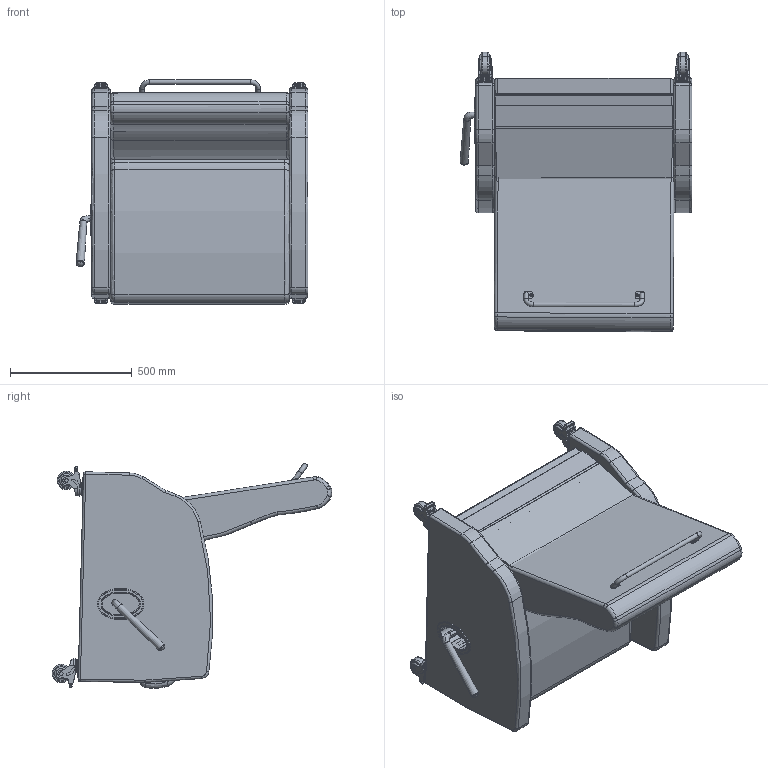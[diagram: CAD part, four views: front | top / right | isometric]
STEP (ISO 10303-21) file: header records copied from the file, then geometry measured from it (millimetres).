
FILE_DESCRIPTION(/* description */ (''),/* implementation_level */ '2;1');
FILE_NAME(/* name */ 'RB1037F.stp',/* time_stamp */ '2017-09-13T11:18:58-04:00',/* author */ ('emehringer'),/* organization */ (''),/* preprocessor_version */ 'ST-DEVELOPER v16.5',/* originating_system */ 'Autodesk Inventor 2017',/* authorisation */ '');
FILE_SCHEMA (('AUTOMOTIVE_DESIGN { 1 0 10303 214 3 1 1 }'));
Length unit declared in the file: inch
Products named in the file (26): RB1037F; 5030 UKP; 7030 USEAT; 5030 UKO; BEZEL-1; E1010 FARM R; E4030 UBACK FLAP; H1030 UBACK; PB2; PUSH BAR 19.625; 1420X1.5 PSHPB; H1030 BACK; 7000-2 CON PLT; CAST COL 4inSLB; _NG-03AMP-125-TL-TP01_fork; _TP01_Next Generation Series_0; _NG-03QDP-125-SW-TP01_rivet; _NG-03AMP-125-TL-TP01_wheel_core; _NG-03AMP-125-TL-TP01_wheel_tread; _NG-03AMP-125-TL-TP01_wheel_guard; _NG-03AMP-125-TL-TP01_wheel_tguard; _NG-03AMP-125-TL-TP01_cap; HDL 3000 BLK; HDL 3000 BLKPLASTIC; HDL 3000 BLK METAL; E1010 FARM L
Assembly tree (30 placements, depth 4):
  RB1037F
    5030 UKP
    7030 USEAT
    5030 UKO
    BEZEL-1
    E1010 FARM R
    E4030 UBACK FLAP
    H1030 UBACK
      PB2
        PUSH BAR 19.625
        1420X1.5 PSHPB  x2
      H1030 BACK
    7000-2 CON PLT
    CAST COL 4inSLB  x4
      _NG-03AMP-125-TL-TP01_fork
      _TP01_Next Generation Series_0
      _NG-03QDP-125-SW-TP01_rivet
      _NG-03AMP-125-TL-TP01_wheel_core
      _NG-03AMP-125-TL-TP01_wheel_tread
      _NG-03AMP-125-TL-TP01_wheel_guard
      _NG-03AMP-125-TL-TP01_wheel_tguard
      _NG-03AMP-125-TL-TP01_cap
    HDL 3000 BLK
      HDL 3000 BLKPLASTIC
      HDL 3000 BLK METAL
    E1010 FARM L
Bounding box: 953.66 x 1151.36 x 924.26 mm (x, y, z)
Volume: 206985657.6 mm3; surface area: 6660073.8 mm2
Topology: 50 solids, 62 shells, 1258 faces, 2989 edges, 1896 vertices
Faces by surface type: cylinder 550, plane 474, torus 155, cone 36, bspline 30, sphere 13
Full cylindrical faces by diameter (mm): 5.953 x1, 6.35 x10, 7.938 x2, 11.989 x4, 12.497 x2, 14.877 x4, 15.062 x4, 15.24 x8, 19.05 x3, 19.075 x4, 25.4 x4, 31.75 x1, 38.049 x4, 44.298 x4, 52.273 x4, 55.372 x8, 57.15 x8, 76.2 x4
Entity records: 22102 total; most frequent: CARTESIAN_POINT 5394, DIRECTION 3622, ORIENTED_EDGE 3068, EDGE_CURVE 1534, AXIS2_PLACEMENT_3D 1473, VERTEX_POINT 975, EDGE_LOOP 791, CIRCLE 715
